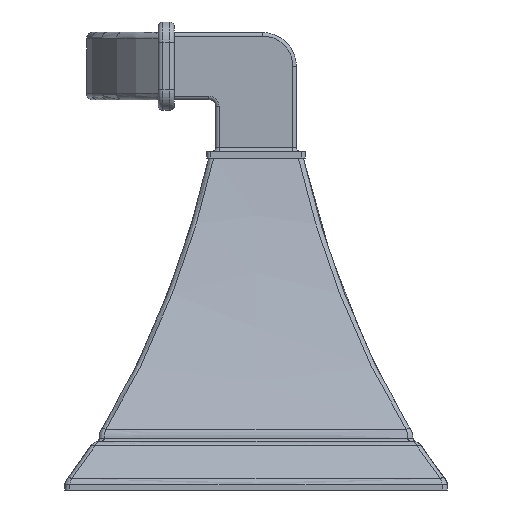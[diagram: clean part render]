
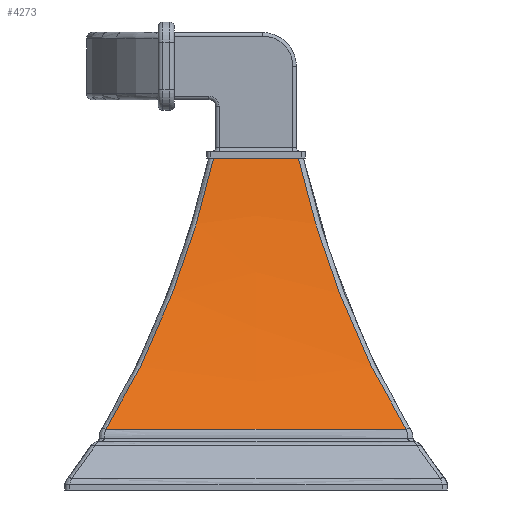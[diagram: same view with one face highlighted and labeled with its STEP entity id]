
A CAD part, left-side view. The second image highlights one B-rep face of the part: STEP entity #4273.
In plain terms, the highlighted free-form (B-spline) face has degree [3, 3] with [9, 5] control points.
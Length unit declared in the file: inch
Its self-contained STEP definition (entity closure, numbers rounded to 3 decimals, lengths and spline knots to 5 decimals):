
#857=CARTESIAN_POINT('',(-0.89879,-0.87333,
0.32277));
#866=CARTESIAN_POINT('',(-0.89879,0.87333,
0.32277));
#1142=CARTESIAN_POINT('',(-0.89879,-0.87333,
0.32277));
#1143=CARTESIAN_POINT('',(-0.86945,-0.84374,
0.37005));
#1144=CARTESIAN_POINT('',(-0.81177,-0.78559,
0.46773));
#1145=CARTESIAN_POINT('',(-0.729,-0.70224,
0.62268));
#1146=CARTESIAN_POINT('',(-0.64923,-0.62197,
0.78784));
#1147=CARTESIAN_POINT('',(-0.57213,-0.54449,
0.96441));
#1148=CARTESIAN_POINT('',(-0.49787,-0.46987,
1.15275));
#1149=CARTESIAN_POINT('',(-0.42825,-0.39995,
1.34879));
#1150=CARTESIAN_POINT('',(-0.36829,-0.33961,
1.53812));
#1151=CARTESIAN_POINT('',(-0.31766,-0.28863,
1.72057));
#1152=CARTESIAN_POINT('',(-0.289,-0.25978,
1.84067));
#1153=CARTESIAN_POINT('',(-0.276,-0.2467,
1.9));
#1155=CARTESIAN_POINT('',(-0.89879,0.87333,
0.32277));
#1156=CARTESIAN_POINT('',(-0.89901,0.68308,
0.32272));
#1157=CARTESIAN_POINT('',(-0.89936,0.29973,
0.32264));
#1158=CARTESIAN_POINT('',(-0.89936,-0.29995,
0.32265));
#1159=CARTESIAN_POINT('',(-0.89901,-0.68317,
0.32272));
#1160=CARTESIAN_POINT('',(-0.89879,-0.87333,
0.32277));
#1162=CARTESIAN_POINT('',(-0.89879,0.87333,
0.32277));
#1163=CARTESIAN_POINT('',(-0.86944,0.84373,
0.37006));
#1164=CARTESIAN_POINT('',(-0.81179,0.78561,
0.46771));
#1165=CARTESIAN_POINT('',(-0.72914,0.70238,
0.62241));
#1166=CARTESIAN_POINT('',(-0.64955,0.6223,
0.78714));
#1167=CARTESIAN_POINT('',(-0.57238,0.54473,
0.96382));
#1168=CARTESIAN_POINT('',(-0.49832,0.47033,
1.1515));
#1169=CARTESIAN_POINT('',(-0.42789,0.39958,
1.34983));
#1170=CARTESIAN_POINT('',(-0.36831,0.33963,
1.5381));
#1171=CARTESIAN_POINT('',(-0.31761,0.28859,
1.72073));
#1172=CARTESIAN_POINT('',(-0.289,0.25978,
1.8407));
#1173=CARTESIAN_POINT('',(-0.276,0.2467,
1.9));
#1175=DIRECTION('',(0.,-1.,0.));
#1176=VECTOR('',#1175,0.49339);
#1177=CARTESIAN_POINT('',(-0.276,0.2467,
1.9));
#1178=LINE('',#1177,#1176);
#1906=VERTEX_POINT('',#857);
#1944=VERTEX_POINT('',#866);
#2097=CARTESIAN_POINT('',(-0.276,0.2467,
1.9));
#2098=CARTESIAN_POINT('',(-0.276,-0.2467,
1.9));
#2099=VERTEX_POINT('',#2097);
#2100=VERTEX_POINT('',#2098);
#4220=CARTESIAN_POINT('',(-0.27238,0.26997,
1.91665));
#4221=CARTESIAN_POINT('',(-0.27238,0.17998,
1.91665));
#4222=CARTESIAN_POINT('',(-0.27238,0.,
1.91665));
#4223=CARTESIAN_POINT('',(-0.27238,-0.17998,
1.91665));
#4224=CARTESIAN_POINT('',(-0.27238,-0.26997,
1.91665));
#4225=CARTESIAN_POINT('',(-0.29787,0.29523,
1.79834));
#4226=CARTESIAN_POINT('',(-0.29789,0.19682,
1.79834));
#4227=CARTESIAN_POINT('',(-0.2979,0.,
1.79834));
#4228=CARTESIAN_POINT('',(-0.29789,-0.19682,
1.79834));
#4229=CARTESIAN_POINT('',(-0.29787,-0.29523,
1.79834));
#4230=CARTESIAN_POINT('',(-0.35622,0.35305,
1.56911));
#4231=CARTESIAN_POINT('',(-0.3565,0.23543,
1.56911));
#4232=CARTESIAN_POINT('',(-0.35686,0.,
1.56911));
#4233=CARTESIAN_POINT('',(-0.3565,-0.23543,
1.56911));
#4234=CARTESIAN_POINT('',(-0.35622,-0.35305,
1.56911));
#4235=CARTESIAN_POINT('',(-0.46555,0.4614,
1.23485));
#4236=CARTESIAN_POINT('',(-0.4663,0.30777,
1.23485));
#4237=CARTESIAN_POINT('',(-0.4673,0.,
1.23485));
#4238=CARTESIAN_POINT('',(-0.4663,-0.30777,
1.23485));
#4239=CARTESIAN_POINT('',(-0.46555,-0.4614,
1.23485));
#4240=CARTESIAN_POINT('',(-0.59138,0.58612,
0.91206));
#4241=CARTESIAN_POINT('',(-0.59177,0.39083,
0.91206));
#4242=CARTESIAN_POINT('',(-0.59229,0.,
0.91206));
#4243=CARTESIAN_POINT('',(-0.59177,-0.39083,
0.91206));
#4244=CARTESIAN_POINT('',(-0.59138,-0.58612,
0.91206));
#4245=CARTESIAN_POINT('',(-0.73619,0.72967,
0.60154));
#4246=CARTESIAN_POINT('',(-0.73607,0.48642,
0.60154));
#4247=CARTESIAN_POINT('',(-0.7359,0.,
0.60154));
#4248=CARTESIAN_POINT('',(-0.73607,-0.48642,
0.60154));
#4249=CARTESIAN_POINT('',(-0.73619,-0.72967,
0.60154));
#4250=CARTESIAN_POINT('',(-0.84794,0.84042,
0.40388));
#4251=CARTESIAN_POINT('',(-0.84798,0.56029,
0.40388));
#4252=CARTESIAN_POINT('',(-0.84803,0.,
0.40388));
#4253=CARTESIAN_POINT('',(-0.84798,-0.56029,
0.40388));
#4254=CARTESIAN_POINT('',(-0.84794,-0.84042,
0.40388));
#4255=CARTESIAN_POINT('',(-0.90705,0.899,
0.30949));
#4256=CARTESIAN_POINT('',(-0.90739,0.59941,
0.30949));
#4257=CARTESIAN_POINT('',(-0.90784,0.,
0.30949));
#4258=CARTESIAN_POINT('',(-0.90739,-0.59941,
0.30949));
#4259=CARTESIAN_POINT('',(-0.90705,-0.899,
0.30949));
#4260=CARTESIAN_POINT('',(-0.90722,0.89917,
0.30922));
#4261=CARTESIAN_POINT('',(-0.90756,0.59952,
0.30922));
#4262=CARTESIAN_POINT('',(-0.90801,0.,
0.30922));
#4263=CARTESIAN_POINT('',(-0.90756,-0.59952,
0.30922));
#4264=CARTESIAN_POINT('',(-0.90722,-0.89917,
0.30922));
#4265=B_SPLINE_SURFACE_WITH_KNOTS('',3,3,((#4220,#4221,#4222,#4223,#4224),
(#4225,#4226,#4227,#4228,#4229),(#4230,#4231,#4232,#4233,#4234),(#4235,#4236,
#4237,#4238,#4239),(#4240,#4241,#4242,#4243,#4244),(#4245,#4246,#4247,#4248,
#4249),(#4250,#4251,#4252,#4253,#4254),(#4255,#4256,#4257,#4258,#4259),(#4260,
#4261,#4262,#4263,#4264)),.UNSPECIFIED.,.F.,.F.,.F.,(4,1,1,1,1,1,4),(4,1,4),(
-0.00814,0.16545,0.33089,0.49634,
0.66179,0.82136,0.82183),(0.62611,
0.75,0.87389),.UNSPECIFIED.);
#4267=ORIENTED_EDGE('',*,*,#4266,.F.);
#4268=ORIENTED_EDGE('',*,*,#3532,.F.);
#4269=ORIENTED_EDGE('',*,*,#4212,.T.);
#4270=ORIENTED_EDGE('',*,*,#2338,.T.);
#4271=EDGE_LOOP('',(#4267,#4268,#4269,#4270));
#4272=FACE_OUTER_BOUND('',#4271,.F.);
#4273=ADVANCED_FACE('',(#4272),#4265,.T.);
#1154=B_SPLINE_CURVE_WITH_KNOTS('',3,(#1142,#1143,#1144,#1145,#1146,#1147,#1148,
#1149,#1150,#1151,#1152,#1153),.UNSPECIFIED.,.F.,.F.,(4,1,1,1,1,1,1,1,1,4),
(0.,0.11111,0.22222,0.33333,0.44444,
0.55556,0.66667,0.77778,0.88889,1.),
.UNSPECIFIED.);
#1161=B_SPLINE_CURVE_WITH_KNOTS('',3,(#1155,#1156,#1157,#1158,#1159,#1160),
.UNSPECIFIED.,.F.,.F.,(4,1,1,4),(0.,0.33333,0.66667,1.),
.UNSPECIFIED.);
#1174=B_SPLINE_CURVE_WITH_KNOTS('',3,(#1162,#1163,#1164,#1165,#1166,#1167,#1168,
#1169,#1170,#1171,#1172,#1173),.UNSPECIFIED.,.F.,.F.,(4,1,1,1,1,1,1,1,1,4),
(0.,0.11111,0.22222,0.33333,0.44444,
0.55556,0.66667,0.77778,0.88889,1.),
.UNSPECIFIED.);
#2338=EDGE_CURVE('',#2099,#2100,#1178,.T.);
#3532=EDGE_CURVE('',#1944,#1906,#1161,.T.);
#4212=EDGE_CURVE('',#1944,#2099,#1174,.T.);
#4266=EDGE_CURVE('',#1906,#2100,#1154,.T.);
